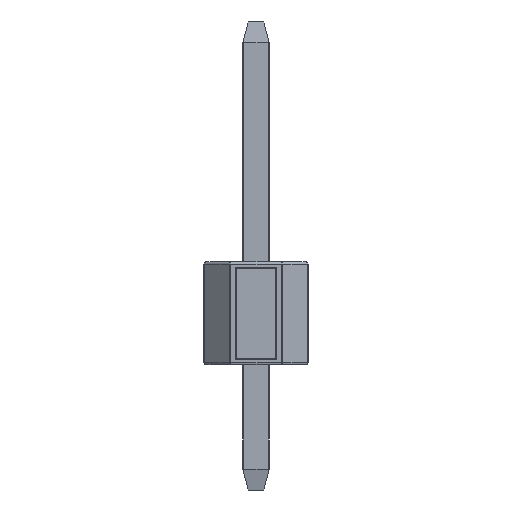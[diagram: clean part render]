
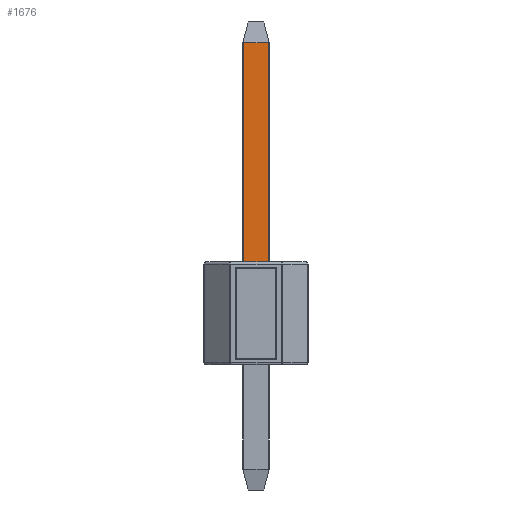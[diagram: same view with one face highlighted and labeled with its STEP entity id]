
A CAD part, left-side view. The second image highlights one B-rep face of the part: STEP entity #1676.
In plain terms, the highlighted planar face has unit normal (-1, 0, 0).
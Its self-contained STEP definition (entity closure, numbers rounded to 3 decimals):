
#327=FACE_OUTER_BOUND('',#421,.T.);
#421=EDGE_LOOP('',(#1366,#1367,#1368,#1369));
#530=LINE('',#2759,#670);
#553=LINE('',#2807,#693);
#554=LINE('',#2809,#694);
#555=LINE('',#2810,#695);
#670=VECTOR('',#2265,10.);
#693=VECTOR('',#2316,10.);
#694=VECTOR('',#2317,10.);
#695=VECTOR('',#2318,10.);
#734=VERTEX_POINT('',#2500);
#737=VERTEX_POINT('',#2507);
#816=VERTEX_POINT('',#2806);
#817=VERTEX_POINT('',#2808);
#986=EDGE_CURVE('',#737,#734,#530,.T.);
#1009=EDGE_CURVE('',#816,#734,#553,.T.);
#1010=EDGE_CURVE('',#817,#816,#554,.T.);
#1011=EDGE_CURVE('',#737,#817,#555,.T.);
#1366=ORIENTED_EDGE('',*,*,#986,.T.);
#1367=ORIENTED_EDGE('',*,*,#1009,.F.);
#1368=ORIENTED_EDGE('',*,*,#1010,.F.);
#1369=ORIENTED_EDGE('',*,*,#1011,.F.);
#1499=PLANE('',#1876);
#1676=ADVANCED_FACE('',(#327),#1499,.T.);
#1876=AXIS2_PLACEMENT_3D('',#2805,#2314,#2315);
#2265=DIRECTION('',(0.,-1.,0.));
#2314=DIRECTION('center_axis',(-1.,0.,0.));
#2315=DIRECTION('ref_axis',(0.,0.,1.));
#2316=DIRECTION('',(0.,0.,-1.));
#2317=DIRECTION('',(0.,-1.,0.));
#2318=DIRECTION('',(0.,0.,1.));
#2500=CARTESIAN_POINT('',(-0.32,-0.297,2.5));
#2507=CARTESIAN_POINT('',(-0.32,0.292,2.5));
#2759=CARTESIAN_POINT('',(-0.32,-0.003,2.5));
#2805=CARTESIAN_POINT('Origin',(-0.32,-0.003,2.645));
#2806=CARTESIAN_POINT('',(-0.32,-0.297,7.832));
#2807=CARTESIAN_POINT('',(-0.32,-0.297,5.493));
#2808=CARTESIAN_POINT('',(-0.32,0.292,7.832));
#2809=CARTESIAN_POINT('',(-0.32,0.158,7.832));
#2810=CARTESIAN_POINT('',(-0.32,0.292,-0.202));
